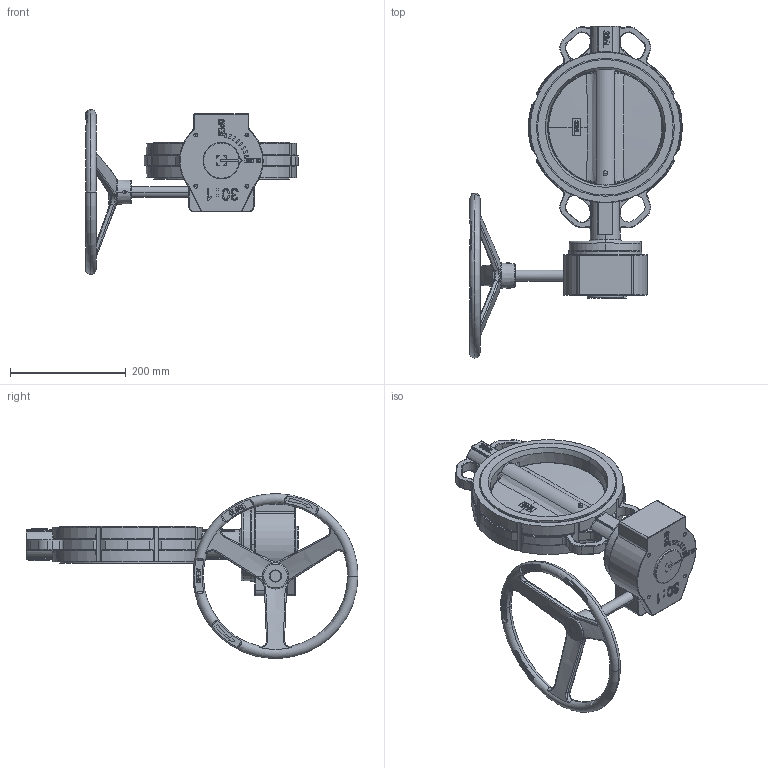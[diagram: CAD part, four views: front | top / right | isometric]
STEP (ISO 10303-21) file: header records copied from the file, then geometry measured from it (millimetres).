
FILE_DESCRIPTION (( 'STEP AP203' ), '1' );
FILE_NAME ('J9 DN200 + RM PN25.STEP', '2023-11-21T07:42:37', ( '' ), ( '' ), 'SwSTEP 2.0', 'SolidWorks 2023', '' );
FILE_SCHEMA (( 'CONFIG_CONTROL_DESIGN' ));
Products named in the file (1): J9 DN200 + RM PN25
Bounding box: 367.5 x 573.5 x 285 mm (x, y, z)
Volume: 4207902.9 mm3; surface area: 422048.8 mm2
Topology: 1 solids, 7 shells, 1360 faces, 3474 edges, 2168 vertices
Faces by surface type: plane 501, bspline 326, cylinder 257, torus 176, cone 78, sphere 22
Entity records: 73928 total; most frequent: CARTESIAN_POINT 43254, ORIENTED_EDGE 6860, DIRECTION 5646, EDGE_CURVE 3430, VERTEX_POINT 2168, AXIS2_PLACEMENT_3D 2059, VECTOR 1528, LINE 1528
